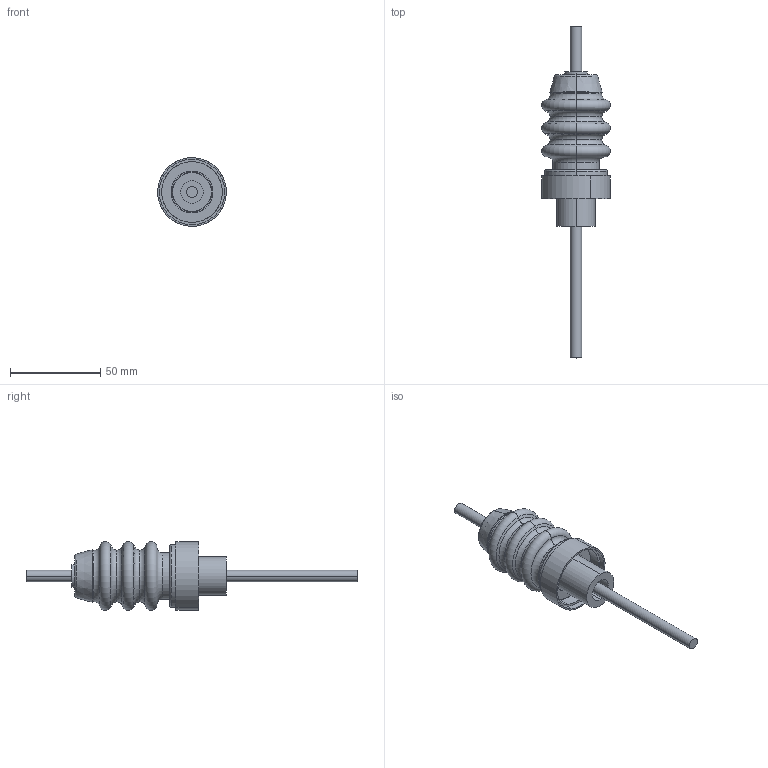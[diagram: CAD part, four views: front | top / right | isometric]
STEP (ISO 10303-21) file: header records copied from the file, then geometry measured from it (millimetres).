
FILE_DESCRIPTION (( 'STEP AP203' ), '1' );
FILE_NAME ('A0658-3-W.STEP', '2013-06-11T12:35:21', ( '' ), ( '' ), 'SwSTEP 2.0', 'SolidWorks 2012', '' );
FILE_SCHEMA (( 'CONFIG_CONTROL_DESIGN' ));
Length unit declared in the file: inch
Products named in the file (1): A0658-3-W
Bounding box: 38.1 x 184.15 x 38.1 mm (x, y, z)
Volume: 48856.9 mm3; surface area: 23043.9 mm2
Topology: 1 solids, 1 shells, 108 faces, 214 edges, 120 vertices
Faces by surface type: torus 34, cone 32, cylinder 28, plane 14
Entity records: 2867 total; most frequent: DIRECTION 586, CARTESIAN_POINT 443, ORIENTED_EDGE 428, AXIS2_PLACEMENT_3D 263, EDGE_CURVE 214, CIRCLE 154, VERTEX_POINT 120, EDGE_LOOP 120
